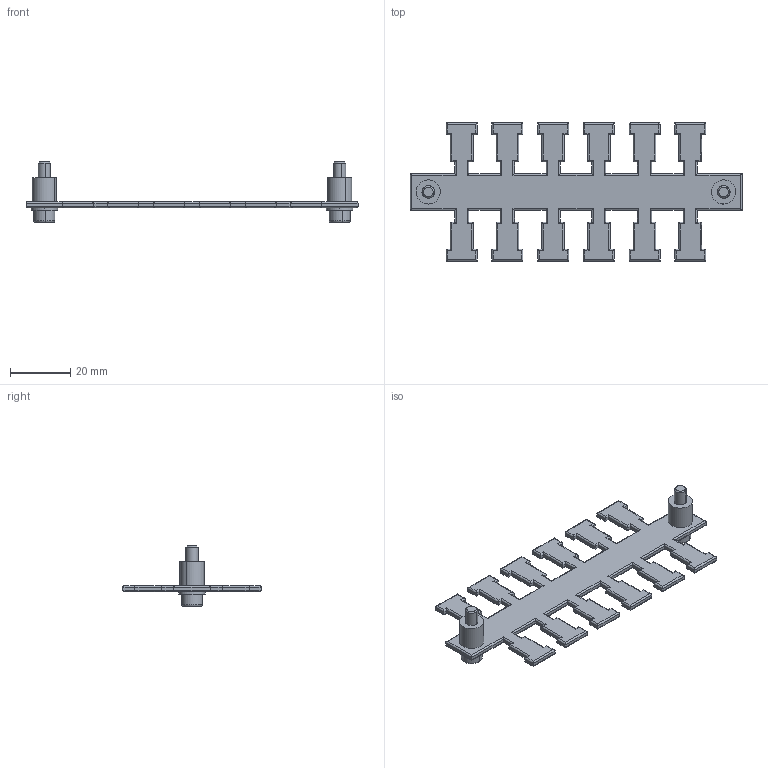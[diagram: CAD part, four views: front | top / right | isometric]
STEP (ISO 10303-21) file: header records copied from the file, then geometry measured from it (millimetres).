
FILE_DESCRIPTION (( 'STEP AP214' ), '1' );
FILE_NAME ('1041-012.STEP', '2024-08-28T07:59:29', ( '' ), ( '' ), 'SwSTEP 2.0', 'SolidWorks 2022', '' );
FILE_SCHEMA (( 'AUTOMOTIVE_DESIGN' ));
Length unit declared in the file: millimetre
Products named in the file (5): 1041-012; 8010-011_DIN 912 M4 x 16 --- 16C; 8010-012; 1041-033; 1041-021
Assembly tree (7 placements, depth 2):
  1041-012
    1041-021  x2
    8010-011_DIN 912 M4 x 16 --- 16C  x2
    8010-012  x2
    1041-033
Bounding box: 110.14 x 45.85 x 20 mm (x, y, z)
Volume: 6885.9 mm3; surface area: 8690.7 mm2
Topology: 7 solids, 7 shells, 550 faces, 1258 edges, 718 vertices
Faces by surface type: cylinder 326, plane 188, cone 16, torus 16, sphere 4
Entity records: 13884 total; most frequent: CARTESIAN_POINT 3220, ORIENTED_EDGE 2324, DIRECTION 1984, EDGE_CURVE 1162, LINE 790, VECTOR 790, VERTEX_POINT 665, AXIS2_PLACEMENT_3D 597
